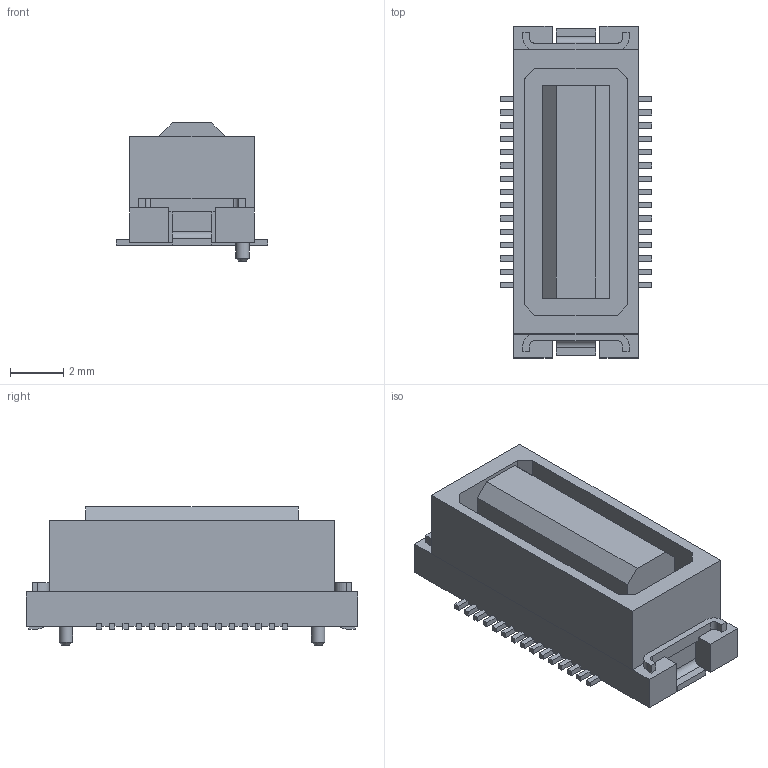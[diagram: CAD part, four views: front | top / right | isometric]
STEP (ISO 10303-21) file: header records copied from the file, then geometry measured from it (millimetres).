
FILE_DESCRIPTION(('FreeCAD Model'),'2;1');
FILE_NAME('DF17(4_0)-30DS-0_5V_simple.step', '2017-06-08T17:51:13',('kicad StepUp'),('ksu MCAD'), 'Open CASCADE STEP processor 6.8','FreeCAD','Unknown');
FILE_SCHEMA(('AUTOMOTIVE_DESIGN_CC2 { 1 2 10303 214 -1 1 5 4 }'));
Length unit declared in the file: millimetre
Products named in the file (1): DF17(4_0)-30DS-0_5V_simple
Bounding box: 5.7 x 12.5 x 5.2 mm (x, y, z)
Volume: 188.3 mm3; surface area: 379.9 mm2
Topology: 1 solids, 1 shells, 268 faces, 776 edges, 514 vertices
Faces by surface type: plane 252, cylinder 14, cone 2
Full cylindrical faces by diameter (mm): 0.5 x2
Entity records: 10539 total; most frequent: CARTESIAN_POINT 1559, ORIENTED_EDGE 1552, DIRECTION 1344, EDGE_CURVE 776, LINE 746, VECTOR 746, VERTEX_POINT 514, AXIS2_PLACEMENT_3D 299
